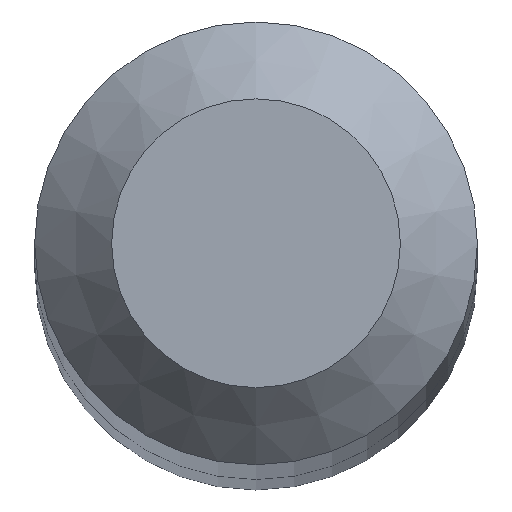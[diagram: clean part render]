
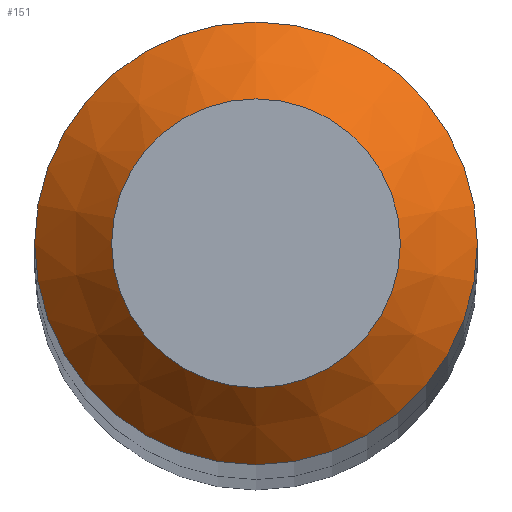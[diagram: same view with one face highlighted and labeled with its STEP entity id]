
A CAD part, top view. The second image highlights one B-rep face of the part: STEP entity #151.
In plain terms, the highlighted conical face has half-angle 45 degrees and reference radius 0.375 mm.
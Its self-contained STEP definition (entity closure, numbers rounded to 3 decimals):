
#1 = CONICAL_SURFACE ( 'NONE', #8, 0.375, 0.785 ) ;
#8 = AXIS2_PLACEMENT_3D ( 'NONE', #138, #64, #159 ) ;
#14 = VERTEX_POINT ( 'NONE', #89 ) ;
#18 = CARTESIAN_POINT ( 'NONE',  ( 0., 0., 37.8 ) ) ;
#24 = ORIENTED_EDGE ( 'NONE', *, *, #109, .T. ) ;
#30 = EDGE_CURVE ( 'NONE', #88, #88, #53, .T. ) ;
#32 = CARTESIAN_POINT ( 'NONE',  ( 0., 0.575, 37.8 ) ) ;
#53 = CIRCLE ( 'NONE', #203, 0.575 ) ;
#64 = DIRECTION ( 'NONE',  ( 0., 0., -1. ) ) ;
#75 = FACE_BOUND ( 'NONE', #173, .T. ) ;
#80 = CIRCLE ( 'NONE', #93, 0.375 ) ;
#88 = VERTEX_POINT ( 'NONE', #32 ) ;
#89 = CARTESIAN_POINT ( 'NONE',  ( 0., 0.375, 38. ) ) ;
#91 = FACE_OUTER_BOUND ( 'NONE', #100, .T. ) ;
#93 = AXIS2_PLACEMENT_3D ( 'NONE', #171, #197, #102 ) ;
#100 = EDGE_LOOP ( 'NONE', ( #111 ) ) ;
#102 = DIRECTION ( 'NONE',  ( 0., 1., 0. ) ) ;
#109 = EDGE_CURVE ( 'NONE', #14, #14, #80, .T. ) ;
#111 = ORIENTED_EDGE ( 'NONE', *, *, #30, .F. ) ;
#136 = DIRECTION ( 'NONE',  ( 0., 0., -1. ) ) ;
#138 = CARTESIAN_POINT ( 'NONE',  ( 0., 0., 38. ) ) ;
#151 = ADVANCED_FACE ( 'NONE', ( #91, #75 ), #1, .T. ) ;
#159 = DIRECTION ( 'NONE',  ( 0., 1., 0. ) ) ;
#171 = CARTESIAN_POINT ( 'NONE',  ( 0., 0., 38. ) ) ;
#173 = EDGE_LOOP ( 'NONE', ( #24 ) ) ;
#184 = DIRECTION ( 'NONE',  ( 0., 1., 0. ) ) ;
#197 = DIRECTION ( 'NONE',  ( 0., 0., -1. ) ) ;
#203 = AXIS2_PLACEMENT_3D ( 'NONE', #18, #136, #184 ) ;
